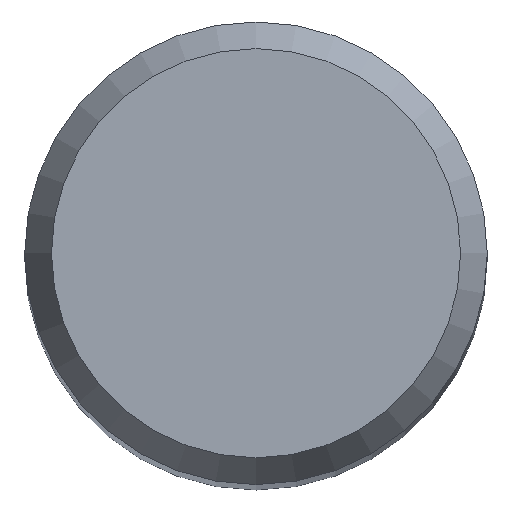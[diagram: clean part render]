
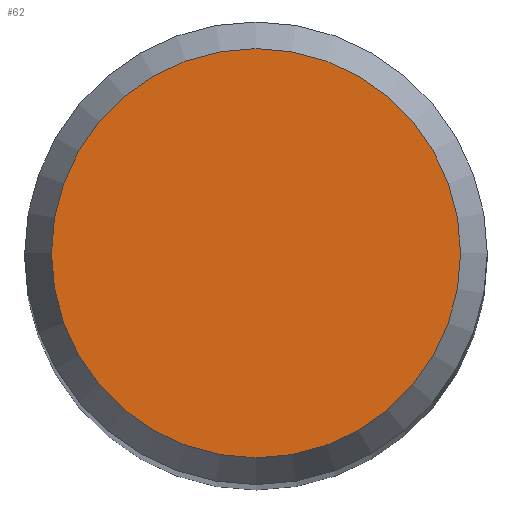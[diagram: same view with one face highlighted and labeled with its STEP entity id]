
A CAD part, top view. The second image highlights one B-rep face of the part: STEP entity #62.
In plain terms, the highlighted planar face has unit normal (0, 0, 1).
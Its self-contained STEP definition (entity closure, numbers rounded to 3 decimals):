
#62=ADVANCED_FACE('',(#74),#71,.F.);
#71=PLANE('',#234);
#74=FACE_OUTER_BOUND('',#77,.T.);
#77=EDGE_LOOP('',(#91));
#91=ORIENTED_EDGE('',*,*,#113,.F.);
#105=VERTEX_POINT('',#329);
#113=EDGE_CURVE('',#105,#105,#122,.T.);
#122=CIRCLE('',#233,1.327);
#233=AXIS2_PLACEMENT_3D('',#328,#268,#269);
#234=AXIS2_PLACEMENT_3D('',#330,#270,#271);
#268=DIRECTION('',(0.,0.,-1.));
#269=DIRECTION('',(-1.,0.,0.));
#270=DIRECTION('',(0.,0.,-1.));
#271=DIRECTION('',(-1.,0.,0.));
#328=CARTESIAN_POINT('',(0.,0.,0.));
#329=CARTESIAN_POINT('',(-1.327,0.,0.));
#330=CARTESIAN_POINT('',(0.,0.,0.));
